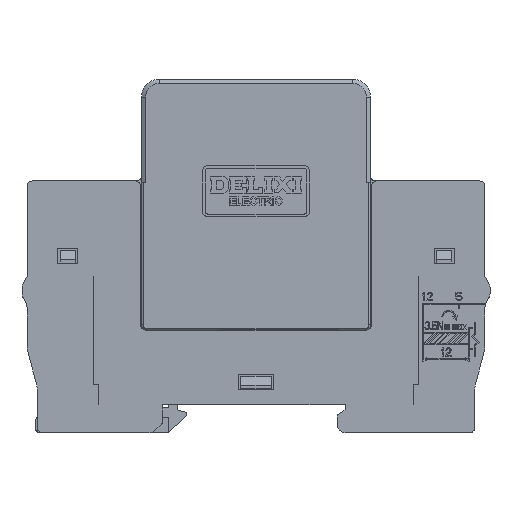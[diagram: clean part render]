
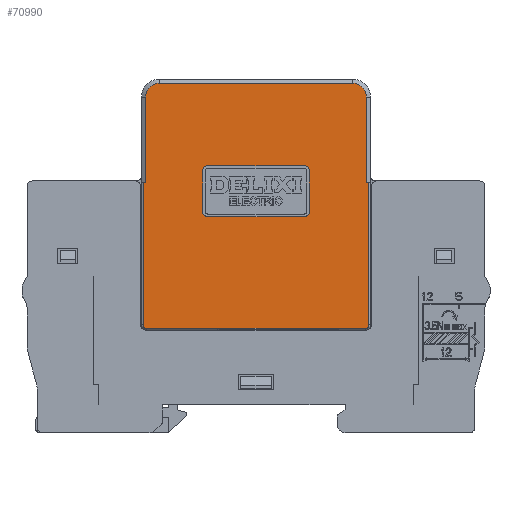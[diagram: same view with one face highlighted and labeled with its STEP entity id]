
A CAD part, front view. The second image highlights one B-rep face of the part: STEP entity #70990.
In plain terms, the highlighted planar face has unit normal (0, -1, 0).
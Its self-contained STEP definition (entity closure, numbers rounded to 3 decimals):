
#11931=DIRECTION('',(1.,0.,0.));
#11932=VECTOR('',#11931,43.);
#11933=CARTESIAN_POINT('',(23.5,0.,15.));
#11934=LINE('',#11933,#11932);
#11962=DIRECTION('',(0.,0.,-1.));
#11963=VECTOR('',#11962,28.);
#11964=CARTESIAN_POINT('',(22.8,0.,43.7));
#11965=LINE('',#11964,#11963);
#11974=DIRECTION('',(-1.,0.,0.));
#11975=VECTOR('',#11974,0.5);
#11976=CARTESIAN_POINT('',(23.3,0.,43.7));
#11977=LINE('',#11976,#11975);
#12105=CARTESIAN_POINT('',(66.5,0.,15.7));
#12106=DIRECTION('',(0.,1.,0.));
#12107=DIRECTION('',(1.,0.,0.));
#12108=AXIS2_PLACEMENT_3D('',#12105,#12106,#12107);
#12110=CARTESIAN_POINT('',(23.5,0.,15.7));
#12111=DIRECTION('',(0.,1.,0.));
#12112=DIRECTION('',(0.,0.,-1.));
#12113=AXIS2_PLACEMENT_3D('',#12110,#12111,#12112);
#12115=DIRECTION('',(0.,0.,1.));
#12116=VECTOR('',#12115,16.8);
#12117=CARTESIAN_POINT('',(23.3,0.,43.7));
#12118=LINE('',#12117,#12116);
#12119=CARTESIAN_POINT('',(26.,0.,60.5));
#12120=DIRECTION('',(0.,1.,0.));
#12121=DIRECTION('',(-1.,0.,0.));
#12122=AXIS2_PLACEMENT_3D('',#12119,#12120,#12121);
#12124=DIRECTION('',(1.,0.,0.));
#12125=VECTOR('',#12124,38.);
#12126=CARTESIAN_POINT('',(26.,0.,63.2));
#12127=LINE('',#12126,#12125);
#12128=CARTESIAN_POINT('',(64.,0.,60.5));
#12129=DIRECTION('',(0.,1.,0.));
#12130=DIRECTION('',(0.,0.,1.));
#12131=AXIS2_PLACEMENT_3D('',#12128,#12129,#12130);
#12133=DIRECTION('',(0.,0.,-1.));
#12134=VECTOR('',#12133,16.8);
#12135=CARTESIAN_POINT('',(66.7,0.,60.5));
#12136=LINE('',#12135,#12134);
#12137=CARTESIAN_POINT('',(54.5,0.,46.));
#12138=DIRECTION('',(0.,-1.,0.));
#12139=DIRECTION('',(1.,0.,0.));
#12140=AXIS2_PLACEMENT_3D('',#12137,#12138,#12139);
#12142=DIRECTION('',(-1.,0.,0.));
#12143=VECTOR('',#12142,19.);
#12144=CARTESIAN_POINT('',(54.5,0.,47.));
#12145=LINE('',#12144,#12143);
#12146=CARTESIAN_POINT('',(35.5,0.,46.));
#12147=DIRECTION('',(0.,-1.,0.));
#12148=DIRECTION('',(0.,0.,1.));
#12149=AXIS2_PLACEMENT_3D('',#12146,#12147,#12148);
#12151=CARTESIAN_POINT('',(35.5,0.,38.));
#12152=DIRECTION('',(0.,-1.,0.));
#12153=DIRECTION('',(-1.,0.,0.));
#12154=AXIS2_PLACEMENT_3D('',#12151,#12152,#12153);
#12156=CARTESIAN_POINT('',(54.5,0.,38.));
#12157=DIRECTION('',(0.,-1.,0.));
#12158=DIRECTION('',(0.,0.,-1.));
#12159=AXIS2_PLACEMENT_3D('',#12156,#12157,#12158);
#12161=DIRECTION('',(-1.,0.,0.));
#12162=VECTOR('',#12161,0.5);
#12163=CARTESIAN_POINT('',(67.2,0.,43.7));
#12164=LINE('',#12163,#12162);
#12178=DIRECTION('',(0.,0.,1.));
#12179=VECTOR('',#12178,28.);
#12180=CARTESIAN_POINT('',(67.2,0.,15.7));
#12181=LINE('',#12180,#12179);
#12186=DIRECTION('',(0.,0.,-1.));
#12187=VECTOR('',#12186,8.);
#12188=CARTESIAN_POINT('',(55.5,0.,46.));
#12189=LINE('',#12188,#12187);
#12198=DIRECTION('',(-1.,0.,0.));
#12199=VECTOR('',#12198,19.);
#12200=CARTESIAN_POINT('',(54.5,0.,37.));
#12201=LINE('',#12200,#12199);
#12210=DIRECTION('',(0.,0.,1.));
#12211=VECTOR('',#12210,8.);
#12212=CARTESIAN_POINT('',(34.5,0.,38.));
#12213=LINE('',#12212,#12211);
#47577=CARTESIAN_POINT('',(64.,0.,63.2));
#47578=VERTEX_POINT('',#47577);
#47579=CARTESIAN_POINT('',(66.7,0.,60.5));
#47580=VERTEX_POINT('',#47579);
#47582=CARTESIAN_POINT('',(26.,0.,63.2));
#47584=VERTEX_POINT('',#47582);
#47585=CARTESIAN_POINT('',(23.3,0.,60.5));
#47586=VERTEX_POINT('',#47585);
#47587=CARTESIAN_POINT('',(23.3,0.,43.7));
#47588=VERTEX_POINT('',#47587);
#47589=CARTESIAN_POINT('',(22.8,0.,43.7));
#47590=VERTEX_POINT('',#47589);
#47591=CARTESIAN_POINT('',(67.2,0.,15.7));
#47592=CARTESIAN_POINT('',(66.5,0.,15.));
#47593=VERTEX_POINT('',#47591);
#47594=VERTEX_POINT('',#47592);
#47595=CARTESIAN_POINT('',(23.5,0.,15.));
#47596=VERTEX_POINT('',#47595);
#47597=CARTESIAN_POINT('',(22.8,0.,15.7));
#47598=VERTEX_POINT('',#47597);
#47599=CARTESIAN_POINT('',(66.7,0.,43.7));
#47600=VERTEX_POINT('',#47599);
#47601=CARTESIAN_POINT('',(67.2,0.,43.7));
#47602=VERTEX_POINT('',#47601);
#47603=CARTESIAN_POINT('',(55.5,0.,46.));
#47604=CARTESIAN_POINT('',(55.5,0.,38.));
#47605=VERTEX_POINT('',#47603);
#47606=VERTEX_POINT('',#47604);
#47607=CARTESIAN_POINT('',(54.501,0.,47.));
#47608=VERTEX_POINT('',#47607);
#47609=CARTESIAN_POINT('',(35.5,0.,47.));
#47610=VERTEX_POINT('',#47609);
#47611=CARTESIAN_POINT('',(34.5,0.,46.));
#47612=VERTEX_POINT('',#47611);
#47613=CARTESIAN_POINT('',(34.5,0.,38.));
#47614=VERTEX_POINT('',#47613);
#47615=CARTESIAN_POINT('',(35.5,0.,37.));
#47616=VERTEX_POINT('',#47615);
#47617=CARTESIAN_POINT('',(54.5,0.,37.));
#47618=VERTEX_POINT('',#47617);
#70950=CARTESIAN_POINT('',(45.,0.,14.7));
#70951=DIRECTION('',(0.,-1.,0.));
#70952=DIRECTION('',(0.,0.,1.));
#70953=AXIS2_PLACEMENT_3D('',#70950,#70951,#70952);
#70954=PLANE('',#70953);
#70955=ORIENTED_EDGE('',*,*,#70734,.T.);
#70956=ORIENTED_EDGE('',*,*,#70751,.F.);
#70957=ORIENTED_EDGE('',*,*,#70769,.T.);
#70958=ORIENTED_EDGE('',*,*,#70793,.F.);
#70959=ORIENTED_EDGE('',*,*,#70808,.F.);
#70960=ORIENTED_EDGE('',*,*,#70823,.T.);
#70961=ORIENTED_EDGE('',*,*,#70838,.T.);
#70962=ORIENTED_EDGE('',*,*,#70945,.T.);
#70963=ORIENTED_EDGE('',*,*,#70932,.T.);
#70965=ORIENTED_EDGE('',*,*,#70964,.T.);
#70967=ORIENTED_EDGE('',*,*,#70966,.F.);
#70969=ORIENTED_EDGE('',*,*,#70968,.F.);
#70970=EDGE_LOOP('',(#70955,#70956,#70957,#70958,#70959,#70960,#70961,#70962,
#70963,#70965,#70967,#70969));
#70971=FACE_OUTER_BOUND('',#70970,.F.);
#70973=ORIENTED_EDGE('',*,*,#70972,.F.);
#70975=ORIENTED_EDGE('',*,*,#70974,.T.);
#70977=ORIENTED_EDGE('',*,*,#70976,.T.);
#70979=ORIENTED_EDGE('',*,*,#70978,.T.);
#70981=ORIENTED_EDGE('',*,*,#70980,.F.);
#70983=ORIENTED_EDGE('',*,*,#70982,.T.);
#70985=ORIENTED_EDGE('',*,*,#70984,.F.);
#70987=ORIENTED_EDGE('',*,*,#70986,.T.);
#70988=EDGE_LOOP('',(#70973,#70975,#70977,#70979,#70981,#70983,#70985,#70987));
#70989=FACE_BOUND('',#70988,.F.);
#70990=ADVANCED_FACE('',(#70971,#70989),#70954,.T.);
#12109=CIRCLE('',#12108,0.7);
#12114=CIRCLE('',#12113,0.7);
#12123=CIRCLE('',#12122,2.7);
#12132=CIRCLE('',#12131,2.7);
#12141=CIRCLE('',#12140,1.);
#12150=CIRCLE('',#12149,1.);
#12155=CIRCLE('',#12154,1.);
#12160=CIRCLE('',#12159,1.);
#70734=EDGE_CURVE('',#47593,#47594,#12109,.T.);
#70751=EDGE_CURVE('',#47596,#47594,#11934,.T.);
#70769=EDGE_CURVE('',#47596,#47598,#12114,.T.);
#70793=EDGE_CURVE('',#47590,#47598,#11965,.T.);
#70808=EDGE_CURVE('',#47588,#47590,#11977,.T.);
#70823=EDGE_CURVE('',#47588,#47586,#12118,.T.);
#70838=EDGE_CURVE('',#47586,#47584,#12123,.T.);
#70932=EDGE_CURVE('',#47578,#47580,#12132,.T.);
#70945=EDGE_CURVE('',#47584,#47578,#12127,.T.);
#70964=EDGE_CURVE('',#47580,#47600,#12136,.T.);
#70966=EDGE_CURVE('',#47602,#47600,#12164,.T.);
#70968=EDGE_CURVE('',#47593,#47602,#12181,.T.);
#70972=EDGE_CURVE('',#47605,#47606,#12189,.T.);
#70974=EDGE_CURVE('',#47605,#47608,#12141,.T.);
#70976=EDGE_CURVE('',#47608,#47610,#12145,.T.);
#70978=EDGE_CURVE('',#47610,#47612,#12150,.T.);
#70980=EDGE_CURVE('',#47614,#47612,#12213,.T.);
#70982=EDGE_CURVE('',#47614,#47616,#12155,.T.);
#70984=EDGE_CURVE('',#47618,#47616,#12201,.T.);
#70986=EDGE_CURVE('',#47618,#47606,#12160,.T.);
